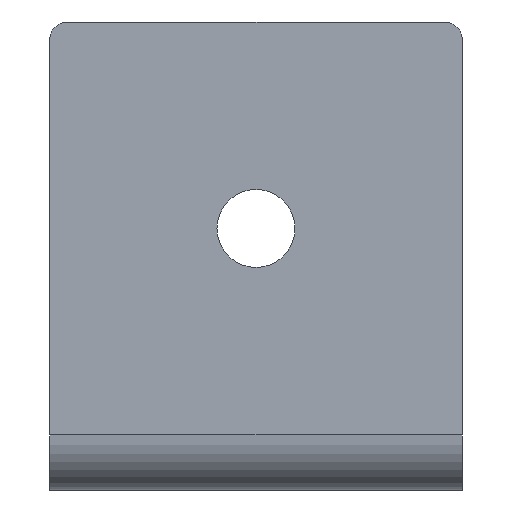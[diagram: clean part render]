
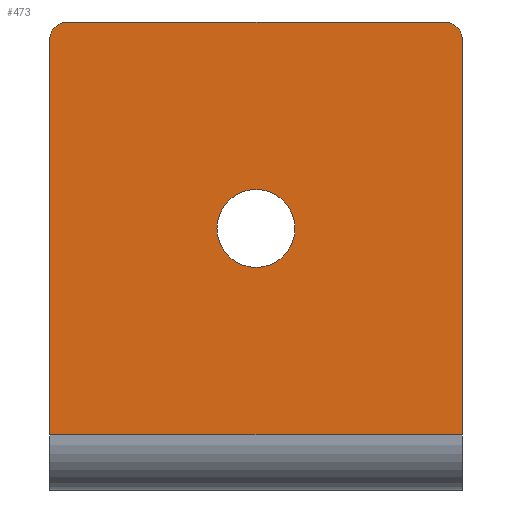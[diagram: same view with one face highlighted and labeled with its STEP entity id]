
A CAD part, front view. The second image highlights one B-rep face of the part: STEP entity #473.
In plain terms, the highlighted planar face has unit normal (0, -1, 0).
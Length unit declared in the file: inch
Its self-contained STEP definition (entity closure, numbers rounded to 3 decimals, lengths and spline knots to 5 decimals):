
#33 = VERTEX_POINT ( 'NONE', #333 ) ;
#38 = DIRECTION ( 'NONE',  ( -1., 0., 0. ) ) ;
#58 = ORIENTED_EDGE ( 'NONE', *, *, #399, .F. ) ;
#85 = DIRECTION ( 'NONE',  ( 0., 0., 1. ) ) ;
#91 = CARTESIAN_POINT ( 'NONE',  ( -0.80709, 0., -0.7185 ) ) ;
#96 = VERTEX_POINT ( 'NONE', #410 ) ;
#103 = VERTEX_POINT ( 'NONE', #987 ) ;
#118 = AXIS2_PLACEMENT_3D ( 'NONE', #1009, #1005, #38 ) ;
#127 = DIRECTION ( 'NONE',  ( 0., -1., 0. ) ) ;
#130 = LINE ( 'NONE', #199, #237 ) ;
#134 = AXIS2_PLACEMENT_3D ( 'NONE', #990, #900, #894 ) ;
#167 = VERTEX_POINT ( 'NONE', #531 ) ;
#169 = CARTESIAN_POINT ( 'NONE',  ( 0.07874, 0., -0.07874 ) ) ;
#170 = FACE_BOUND ( 'NONE', #583, .T. ) ;
#199 = CARTESIAN_POINT ( 'NONE',  ( 0.07874, 0., 0. ) ) ;
#209 = EDGE_CURVE ( 'NONE', #33, #167, #130, .T. ) ;
#237 = VECTOR ( 'NONE', #437, 39.37008 ) ;
#256 = VECTOR ( 'NONE', #480, 39.37008 ) ;
#287 = CIRCLE ( 'NONE', #791, 0.16732 ) ;
#320 = VERTEX_POINT ( 'NONE', #964 ) ;
#333 = CARTESIAN_POINT ( 'NONE',  ( -1.61417, 0., 0. ) ) ;
#362 = ORIENTED_EDGE ( 'NONE', *, *, #1010, .F. ) ;
#372 = ORIENTED_EDGE ( 'NONE', *, *, #687, .F. ) ;
#380 = CARTESIAN_POINT ( 'NONE',  ( 0.07874, 0., 0. ) ) ;
#399 = EDGE_CURVE ( 'NONE', #167, #887, #828, .T. ) ;
#410 = CARTESIAN_POINT ( 'NONE',  ( -0.80709, 0., -1.05315 ) ) ;
#437 = DIRECTION ( 'NONE',  ( 1., 0., 0. ) ) ;
#441 = CIRCLE ( 'NONE', #118, 0.07874 ) ;
#446 = EDGE_LOOP ( 'NONE', ( #651, #372, #58, #957, #709, #467 ) ) ;
#467 = ORIENTED_EDGE ( 'NONE', *, *, #705, .F. ) ;
#473 = ADVANCED_FACE ( 'NONE', ( #496, #170 ), #995, .F. ) ;
#480 = DIRECTION ( 'NONE',  ( 0., 0., -1. ) ) ;
#485 = VERTEX_POINT ( 'NONE', #91 ) ;
#486 = DIRECTION ( 'NONE',  ( -1., 0., 0. ) ) ;
#496 = FACE_OUTER_BOUND ( 'NONE', #446, .T. ) ;
#517 = DIRECTION ( 'NONE',  ( 0., -1., 0. ) ) ;
#523 = VECTOR ( 'NONE', #555, 39.37008 ) ;
#531 = CARTESIAN_POINT ( 'NONE',  ( 0., 0., 0. ) ) ;
#545 = LINE ( 'NONE', #1029, #523 ) ;
#555 = DIRECTION ( 'NONE',  ( 0., 0., 1. ) ) ;
#567 = LINE ( 'NONE', #641, #1053 ) ;
#583 = EDGE_LOOP ( 'NONE', ( #1022, #362 ) ) ;
#584 = CARTESIAN_POINT ( 'NONE',  ( -0.80709, 0., -0.88583 ) ) ;
#596 = CARTESIAN_POINT ( 'NONE',  ( -0.80709, 0., -0.88583 ) ) ;
#637 = LINE ( 'NONE', #380, #256 ) ;
#641 = CARTESIAN_POINT ( 'NONE',  ( 0.07874, 0., -1.77165 ) ) ;
#651 = ORIENTED_EDGE ( 'NONE', *, *, #802, .F. ) ;
#665 = CARTESIAN_POINT ( 'NONE',  ( 0.07874, 0., 0. ) ) ;
#687 = EDGE_CURVE ( 'NONE', #887, #103, #637, .T. ) ;
#705 = EDGE_CURVE ( 'NONE', #819, #320, #545, .T. ) ;
#709 = ORIENTED_EDGE ( 'NONE', *, *, #961, .F. ) ;
#773 = AXIS2_PLACEMENT_3D ( 'NONE', #596, #127, #923 ) ;
#791 = AXIS2_PLACEMENT_3D ( 'NONE', #584, #517, #843 ) ;
#802 = EDGE_CURVE ( 'NONE', #103, #819, #567, .T. ) ;
#809 = AXIS2_PLACEMENT_3D ( 'NONE', #665, #816, #85 ) ;
#811 = CARTESIAN_POINT ( 'NONE',  ( -1.69291, 0., -1.77165 ) ) ;
#816 = DIRECTION ( 'NONE',  ( 0., 1., 0. ) ) ;
#819 = VERTEX_POINT ( 'NONE', #811 ) ;
#828 = CIRCLE ( 'NONE', #134, 0.07874 ) ;
#843 = DIRECTION ( 'NONE',  ( 0., 0., 1. ) ) ;
#887 = VERTEX_POINT ( 'NONE', #169 ) ;
#894 = DIRECTION ( 'NONE',  ( 1., 0., 0. ) ) ;
#900 = DIRECTION ( 'NONE',  ( 0., 1., 0. ) ) ;
#923 = DIRECTION ( 'NONE',  ( 0., 0., 1. ) ) ;
#957 = ORIENTED_EDGE ( 'NONE', *, *, #209, .F. ) ;
#961 = EDGE_CURVE ( 'NONE', #320, #33, #441, .T. ) ;
#964 = CARTESIAN_POINT ( 'NONE',  ( -1.69291, 0., -0.07874 ) ) ;
#979 = CIRCLE ( 'NONE', #773, 0.16732 ) ;
#987 = CARTESIAN_POINT ( 'NONE',  ( 0.07874, 0., -1.77165 ) ) ;
#990 = CARTESIAN_POINT ( 'NONE',  ( 0., 0., -0.07874 ) ) ;
#995 = PLANE ( 'NONE',  #809 ) ;
#1005 = DIRECTION ( 'NONE',  ( 0., 1., 0. ) ) ;
#1009 = CARTESIAN_POINT ( 'NONE',  ( -1.61417, 0., -0.07874 ) ) ;
#1010 = EDGE_CURVE ( 'NONE', #485, #96, #979, .T. ) ;
#1022 = ORIENTED_EDGE ( 'NONE', *, *, #1044, .F. ) ;
#1029 = CARTESIAN_POINT ( 'NONE',  ( -1.69291, 0., 0. ) ) ;
#1044 = EDGE_CURVE ( 'NONE', #96, #485, #287, .T. ) ;
#1053 = VECTOR ( 'NONE', #486, 39.37008 ) ;
